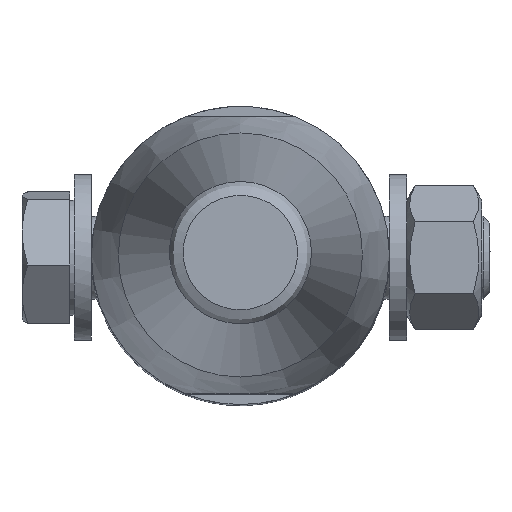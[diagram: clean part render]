
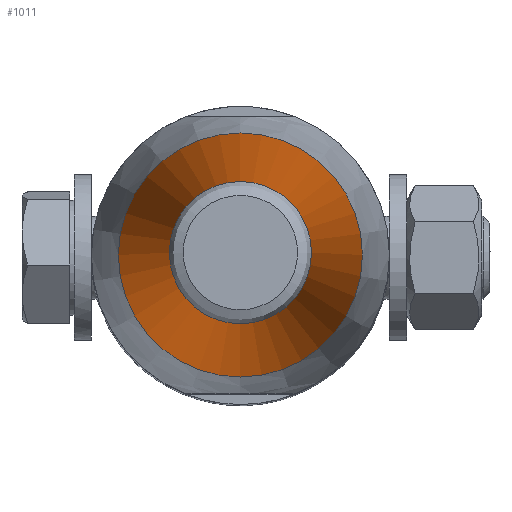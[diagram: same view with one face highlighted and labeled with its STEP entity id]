
A CAD part, top view. The second image highlights one B-rep face of the part: STEP entity #1011.
In plain terms, the highlighted toroidal (fillet/blend) face has major radius 3010.23 mm and minor radius 3000 mm.
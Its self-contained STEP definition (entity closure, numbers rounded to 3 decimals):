
#204=FACE_BOUND($,#301,.T.);
#234=FACE_OUTER_BOUND($,#300,.T.);
#300=EDGE_LOOP($,(#665));
#301=EDGE_LOOP($,(#666));
#391=CIRCLE($,#1082,10.257);
#393=CIRCLE($,#1086,17.6);
#440=VERTEX_POINT($,#1481);
#442=VERTEX_POINT($,#1487);
#529=EDGE_CURVE($,#440,#440,#391,.T.);
#531=EDGE_CURVE($,#442,#442,#393,.T.);
#665=ORIENTED_EDGE($,*,*,#529,.F.);
#666=ORIENTED_EDGE($,*,*,#531,.F.);
#937=TOROIDAL_SURFACE($,#1085,3010.233,3000.);
#1011=ADVANCED_FACE($,(#234,#204),#937,.F.);
#1082=AXIS2_PLACEMENT_3D($,#1482,#1203,#1204);
#1085=AXIS2_PLACEMENT_3D($,#1486,#1209,#1210);
#1086=AXIS2_PLACEMENT_3D($,#1488,#1211,#1212);
#1203=DIRECTION('center_axis',(0.,0.,
1.));
#1204=DIRECTION('ref_axis',(0.,1.,0.));
#1209=DIRECTION('center_axis',(0.,0.,
1.));
#1210=DIRECTION('ref_axis',(-1.,0.,0.));
#1211=DIRECTION('center_axis',(0.,0.,
-1.));
#1212=DIRECTION('ref_axis',(1.,0.,0.));
#1481=CARTESIAN_POINT('',(218.621,-124.809,468.494));
#1482=CARTESIAN_POINT('Origin',(218.621,-114.552,468.494));
#1486=CARTESIAN_POINT('Origin',(218.621,-114.552,480.6));
#1487=CARTESIAN_POINT('',(218.621,-132.152,270.486));
#1488=CARTESIAN_POINT('Origin',(218.621,-114.552,270.486));
